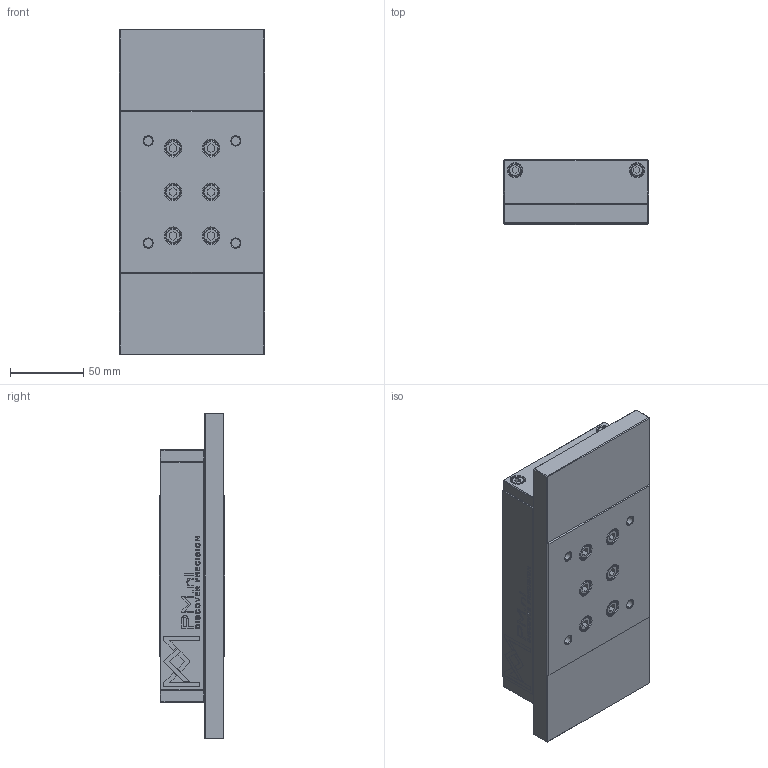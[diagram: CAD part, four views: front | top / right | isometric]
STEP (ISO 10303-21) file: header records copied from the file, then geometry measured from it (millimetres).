
FILE_DESCRIPTION(/* description */ (''),/* implementation_level */ '2;1');
FILE_NAME(/* name */ 'RTNG-6100.stp',/* time_stamp */ '2024-10-01T13:35:54+02:00',/* author */ (''),/* organization */ (''),/* preprocessor_version */ 'ST-DEVELOPER v16.7',/* originating_system */ 'SIEMENS PLM Software NX 12.0',/* authorisation */ '');
FILE_SCHEMA (('AUTOMOTIVE_DESIGN { 1 0 10303 214 3 1 1 1 }'));
Length unit declared in the file: millimetre
Products named in the file (1): RTNG-6100_stp
Bounding box: 99.5 x 45 x 223 mm (x, y, z)
Volume: 726827.3 mm3; surface area: 140869 mm2
Topology: 4 solids, 4 shells, 1041 faces, 2637 edges, 1708 vertices
Faces by surface type: plane 710, bspline 180, cylinder 83, cone 40, torus 28
Entity records: 35956 total; most frequent: CARTESIAN_POINT 7871, ORIENTED_EDGE 5274, DIRECTION 4279, EDGE_CURVE 2637, LINE 1999, VECTOR 1999, VERTEX_POINT 1708, EDGE_LOOP 1161
